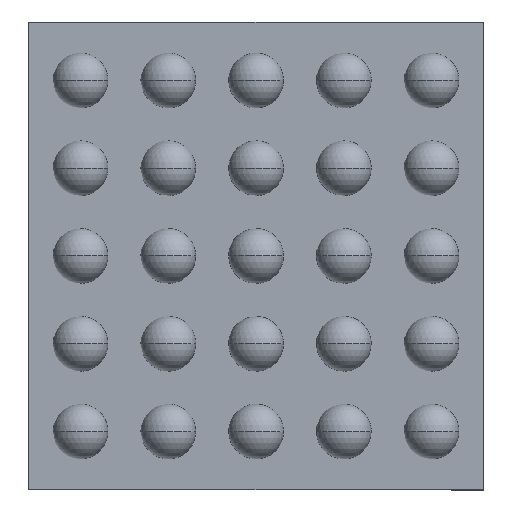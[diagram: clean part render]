
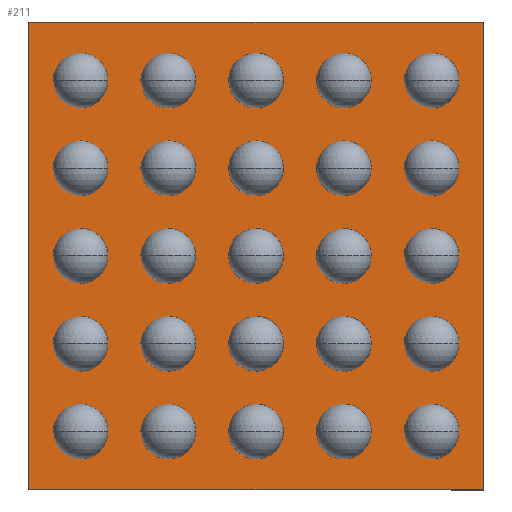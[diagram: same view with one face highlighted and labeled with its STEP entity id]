
A CAD part, front view. The second image highlights one B-rep face of the part: STEP entity #211.
In plain terms, the highlighted planar face has unit normal (0, -1, 0).
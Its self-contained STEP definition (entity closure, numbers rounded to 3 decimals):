
#1 = DIRECTION ( 'NONE',  ( 1., 0., 0. ) ) ;
#38 = ORIENTED_EDGE ( 'NONE', *, *, #1847, .T. ) ;
#96 = LINE ( 'NONE', #1063, #2085 ) ;
#184 = DIRECTION ( 'NONE',  ( 0., 0., 1. ) ) ;
#204 = FACE_OUTER_BOUND ( 'NONE', #673, .T. ) ;
#211 = ADVANCED_FACE ( 'NONE', ( #204 ), #688, .F. ) ;
#305 = EDGE_CURVE ( 'NONE', #1959, #1031, #96, .T. ) ;
#348 = CARTESIAN_POINT ( 'NONE',  ( 0., 0.175, 0. ) ) ;
#383 = CARTESIAN_POINT ( 'NONE',  ( -1.035, 0.175, -1.066 ) ) ;
#407 = LINE ( 'NONE', #1541, #1786 ) ;
#445 = ORIENTED_EDGE ( 'NONE', *, *, #305, .T. ) ;
#673 = EDGE_LOOP ( 'NONE', ( #978, #38, #445, #2142 ) ) ;
#688 = PLANE ( 'NONE',  #1743 ) ;
#721 = DIRECTION ( 'NONE',  ( -1., 0., 0. ) ) ;
#895 = CARTESIAN_POINT ( 'NONE',  ( 1.035, 0.175, -1.067 ) ) ;
#978 = ORIENTED_EDGE ( 'NONE', *, *, #1116, .T. ) ;
#1006 = DIRECTION ( 'NONE',  ( 0., 1., 0. ) ) ;
#1031 = VERTEX_POINT ( 'NONE', #1040 ) ;
#1040 = CARTESIAN_POINT ( 'NONE',  ( 1.035, 0.175, 1.066 ) ) ;
#1063 = CARTESIAN_POINT ( 'NONE',  ( 1.035, 0.175, 1.066 ) ) ;
#1076 = CARTESIAN_POINT ( 'NONE',  ( -1.035, 0.175, 1.066 ) ) ;
#1116 = EDGE_CURVE ( 'NONE', #1603, #2012, #1210, .T. ) ;
#1126 = EDGE_CURVE ( 'NONE', #1031, #1603, #407, .T. ) ;
#1210 = LINE ( 'NONE', #1076, #1562 ) ;
#1222 = LINE ( 'NONE', #1517, #1297 ) ;
#1241 = DIRECTION ( 'NONE',  ( 0., 0., -1. ) ) ;
#1297 = VECTOR ( 'NONE', #1, 1000. ) ;
#1517 = CARTESIAN_POINT ( 'NONE',  ( 1.035, 0.175, -1.067 ) ) ;
#1541 = CARTESIAN_POINT ( 'NONE',  ( 1.035, 0.175, 1.066 ) ) ;
#1562 = VECTOR ( 'NONE', #1241, 1000. ) ;
#1603 = VERTEX_POINT ( 'NONE', #2020 ) ;
#1743 = AXIS2_PLACEMENT_3D ( 'NONE', #348, #1006, #184 ) ;
#1786 = VECTOR ( 'NONE', #721, 1000. ) ;
#1847 = EDGE_CURVE ( 'NONE', #2012, #1959, #1222, .T. ) ;
#1959 = VERTEX_POINT ( 'NONE', #895 ) ;
#2012 = VERTEX_POINT ( 'NONE', #383 ) ;
#2020 = CARTESIAN_POINT ( 'NONE',  ( -1.035, 0.175, 1.066 ) ) ;
#2054 = DIRECTION ( 'NONE',  ( 0., 0., 1. ) ) ;
#2085 = VECTOR ( 'NONE', #2054, 1000. ) ;
#2142 = ORIENTED_EDGE ( 'NONE', *, *, #1126, .T. ) ;
